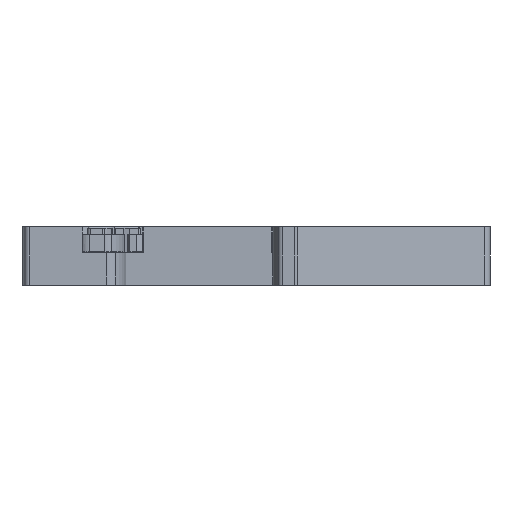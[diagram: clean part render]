
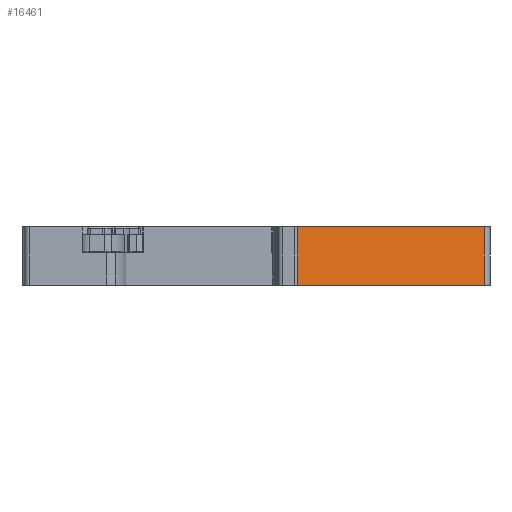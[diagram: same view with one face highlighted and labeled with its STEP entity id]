
A CAD part, front view. The second image highlights one B-rep face of the part: STEP entity #16461.
In plain terms, the highlighted planar face has unit normal (0.259, -0.966, 0).
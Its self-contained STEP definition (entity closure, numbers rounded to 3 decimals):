
#569=DIRECTION('',(0.966,0.259,0.));
#570=VECTOR('',#569,40.521);
#571=CARTESIAN_POINT('',(24.328,-6.932,-6.1));
#572=LINE('',#571,#570);
#1337=DIRECTION('',(0.,0.,1.));
#1338=VECTOR('',#1337,12.2);
#1339=CARTESIAN_POINT('',(63.469,3.556,-6.1));
#1340=LINE('',#1339,#1338);
#1341=DIRECTION('',(0.,0.,1.));
#1342=VECTOR('',#1341,12.2);
#1343=CARTESIAN_POINT('',(24.328,-6.932,-6.1));
#1344=LINE('',#1343,#1342);
#4475=DIRECTION('',(0.966,0.259,0.));
#4476=VECTOR('',#4475,40.521);
#4477=CARTESIAN_POINT('',(24.328,-6.932,6.1));
#4478=LINE('',#4477,#4476);
#11830=CARTESIAN_POINT('',(24.328,-6.932,-6.1));
#11831=VERTEX_POINT('',#11830);
#11832=CARTESIAN_POINT('',(63.469,3.556,-6.1));
#11833=VERTEX_POINT('',#11832);
#12194=CARTESIAN_POINT('',(24.328,-6.932,6.1));
#12195=VERTEX_POINT('',#12194);
#12196=CARTESIAN_POINT('',(63.469,3.556,6.1));
#12197=VERTEX_POINT('',#12196);
#16448=CARTESIAN_POINT('',(24.328,-6.932,-6.1));
#16449=DIRECTION('',(0.259,-0.966,0.));
#16450=DIRECTION('',(0.966,0.259,0.));
#16451=AXIS2_PLACEMENT_3D('',#16448,#16449,#16450);
#16452=PLANE('',#16451);
#16453=ORIENTED_EDGE('',*,*,#15436,.F.);
#16455=ORIENTED_EDGE('',*,*,#16454,.T.);
#16457=ORIENTED_EDGE('',*,*,#16456,.T.);
#16458=ORIENTED_EDGE('',*,*,#16440,.F.);
#16459=EDGE_LOOP('',(#16453,#16455,#16457,#16458));
#16460=FACE_OUTER_BOUND('',#16459,.F.);
#16461=ADVANCED_FACE('',(#16460),#16452,.T.);
#15436=EDGE_CURVE('',#11831,#11833,#572,.T.);
#16440=EDGE_CURVE('',#11833,#12197,#1340,.T.);
#16454=EDGE_CURVE('',#11831,#12195,#1344,.T.);
#16456=EDGE_CURVE('',#12195,#12197,#4478,.T.);
